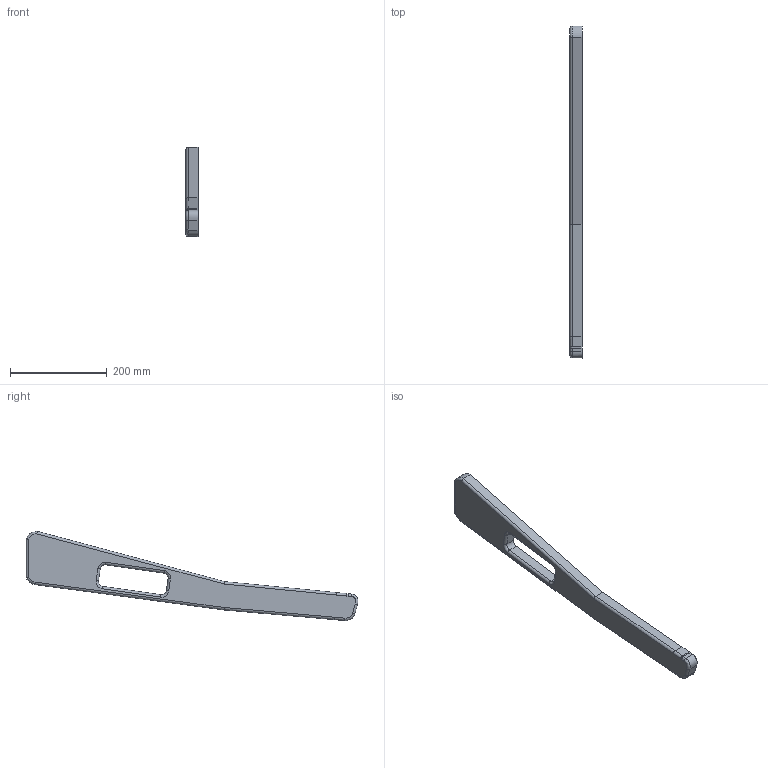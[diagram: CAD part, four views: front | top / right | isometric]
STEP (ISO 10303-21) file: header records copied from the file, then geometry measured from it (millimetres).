
FILE_DESCRIPTION(/* description */ (''),/* implementation_level */ '2;1');
FILE_NAME(/* name */ 'Extend-left.step',/* time_stamp */ '2025-12-01T20:59:25+01:00',/* author */ (''),/* organization */ (''),/* preprocessor_version */ 'ST-DEVELOPER v20.1',/* originating_system */ 'Autodesk Translation Framework v14.17.0.0',/* authorisation */ '');
FILE_SCHEMA (('AUTOMOTIVE_DESIGN { 1 0 10303 214 3 1 1 }'));
Length unit declared in the file: millimetre
Products named in the file (2): PreSonus StudioLive_16.0.2; extend-left
Assembly tree (1 placements, depth 2):
  PreSonus StudioLive_16.0.2
    extend-left
Bounding box: 25 x 684.7 x 184 mm (x, y, z)
Volume: 1091844.9 mm3; surface area: 132263.8 mm2
Topology: 1 solids, 1 shells, 209 faces, 584 edges, 382 vertices
Faces by surface type: cylinder 166, plane 21, bspline 14, torus 8
Full cylindrical faces by diameter (mm): 4.234 x22, 5.12 x20
Entity records: 15985 total; most frequent: CARTESIAN_POINT 11173, ORIENTED_EDGE 1168, DIRECTION 722, EDGE_CURVE 584, VERTEX_POINT 382, B_SPLINE_CURVE_WITH_KNOTS 321, AXIS2_PLACEMENT_3D 261, EDGE_LOOP 216
